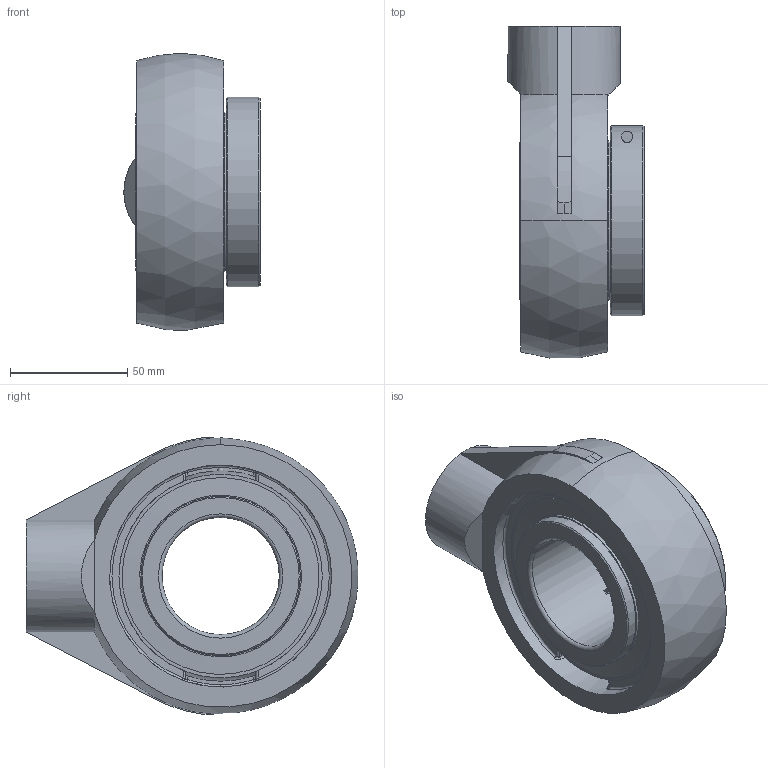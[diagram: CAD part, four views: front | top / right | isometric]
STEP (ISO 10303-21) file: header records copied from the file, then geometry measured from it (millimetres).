
FILE_DESCRIPTION(('HOOPS Exchange Step'),'2;1');
FILE_NAME('export-B6659FCA-8727-4BDE-9628-A3C6F93C7335.stp','2020-05-27T10:10:18-07:00',('dkerr'),('Alibre'),'HOOPS Exchange 2020.0','Alibre','Unknown authorisation');
FILE_SCHEMA( ('AP242_MANAGED_MODEL_BASED_3D_ENGINEERING_MIM_LF {1 0 10303 442 1 1 4 }') );
Length unit declared in the file: inch
Products named in the file (8): MRN SHAM L4L 210; MRN SUE 210 L4L (50mm) (Race); MRN SUE 210 L4L (Ball); MRN SUE 210 L4L (Shield); MRN SUE 210 L4L (Lock Ring); MRN SUE 210 L4L (Bolt); MRN SUE 210 L4L (50mm); MRN SUESHAM 210 L4L (50mm)
Assembly tree (8 placements, depth 3):
  MRN SUESHAM 210 L4L (50mm)
    MRN SHAM L4L 210
    MRN SUE 210 L4L (50mm)
      MRN SUE 210 L4L (50mm) (Race)
      MRN SUE 210 L4L (Ball)
      MRN SUE 210 L4L (Shield)  x2
      MRN SUE 210 L4L (Lock Ring)
      MRN SUE 210 L4L (Bolt)
Bounding box: 58.09 x 141.58 x 118 mm (x, y, z)
Volume: 322539.2 mm3; surface area: 104356.1 mm2
Topology: 17 solids, 17 shells, 207 faces, 577 edges, 383 vertices
Faces by surface type: plane 72, cylinder 56, cone 32, torus 24, sphere 19, bspline 4
Full cylindrical faces by diameter (mm): 4.917 x2, 6.4 x1, 10 x1, 25.4 x1, 50 x1, 68 x4, 69.016 x2, 80 x2, 84 x2, 92.741 x1, 94.741 x1, 100.1 x1
Entity records: 10563 total; most frequent: CARTESIAN_POINT 5237, DIRECTION 1121, ORIENTED_EDGE 1060, EDGE_CURVE 530, AXIS2_PLACEMENT_3D 464, VERTEX_POINT 369, CIRCLE 242, EDGE_LOOP 219
